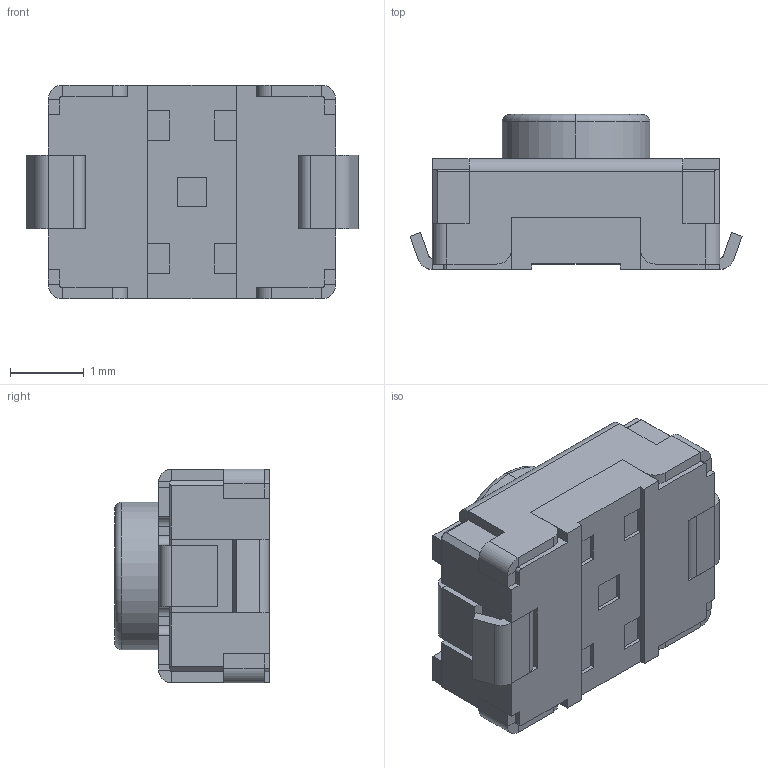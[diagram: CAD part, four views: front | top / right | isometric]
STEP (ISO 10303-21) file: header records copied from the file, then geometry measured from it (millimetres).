
FILE_DESCRIPTION (( 'STEP AP214' ), '1' );
FILE_NAME ('TL1015AF160QG.STEP', '2020-09-01T18:18:26', ( '' ), ( '' ), 'SwSTEP 2.0', 'SolidWorks 2017', '' );
FILE_SCHEMA (( 'AUTOMOTIVE_DESIGN' ));
Length unit declared in the file: millimetre
Products named in the file (1): TL1015AF160QG
Bounding box: 4.5 x 2.1 x 2.9 mm (x, y, z)
Volume: 17.9 mm3; surface area: 90.2 mm2
Topology: 5 solids, 5 shells, 231 faces, 594 edges, 374 vertices
Faces by surface type: plane 179, cylinder 50, torus 2
Entity records: 7907 total; most frequent: CARTESIAN_POINT 1224, ORIENTED_EDGE 1188, DIRECTION 1146, EDGE_CURVE 594, VECTOR 490, LINE 490, VERTEX_POINT 374, AXIS2_PLACEMENT_3D 328
